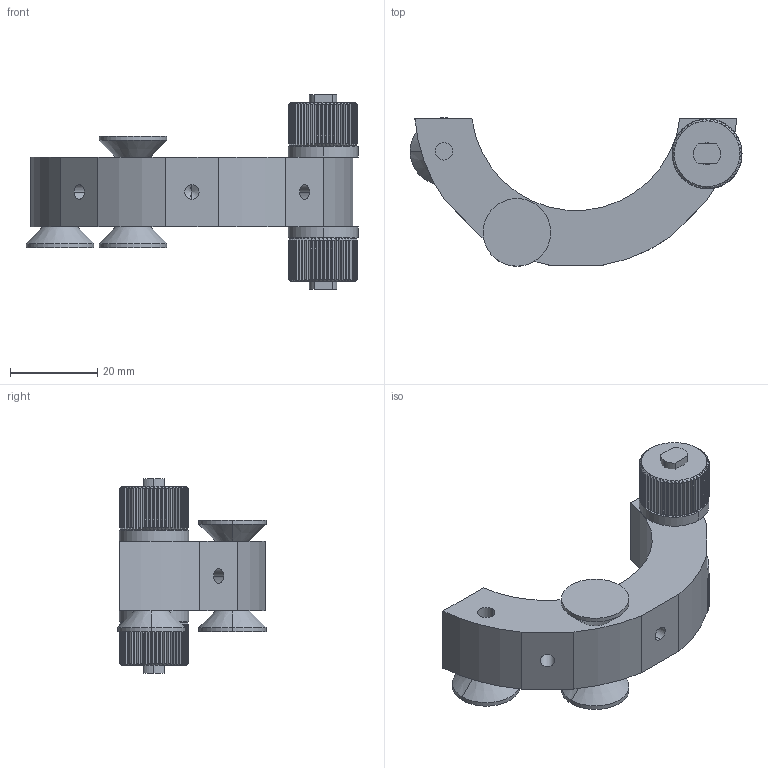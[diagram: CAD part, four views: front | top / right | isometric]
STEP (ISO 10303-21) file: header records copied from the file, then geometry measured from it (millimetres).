
FILE_DESCRIPTION (( 'STEP AP203' ), '1' );
FILE_NAME ('04DHF-2M.STEP', '2016-03-03T05:25:23', ( '' ), ( '' ), 'SwSTEP 2.0', 'SolidWorks 2016', '' );
FILE_SCHEMA (( 'CONFIG_CONTROL_DESIGN' ));
Length unit declared in the file: millimetre
Products named in the file (1): 04DHF-2M
Bounding box: 76.06 x 34.08 x 44.5 mm (x, y, z)
Volume: 24844.7 mm3; surface area: 13096.8 mm2
Topology: 9 solids, 9 shells, 653 faces, 1438 edges, 809 vertices
Faces by surface type: plane 260, cone 232, cylinder 161
Entity records: 18011 total; most frequent: CARTESIAN_POINT 4179, DIRECTION 2876, ORIENTED_EDGE 2864, EDGE_CURVE 1432, AXIS2_PLACEMENT_3D 1218, VERTEX_POINT 809, EDGE_LOOP 679, FACE_OUTER_BOUND 653
